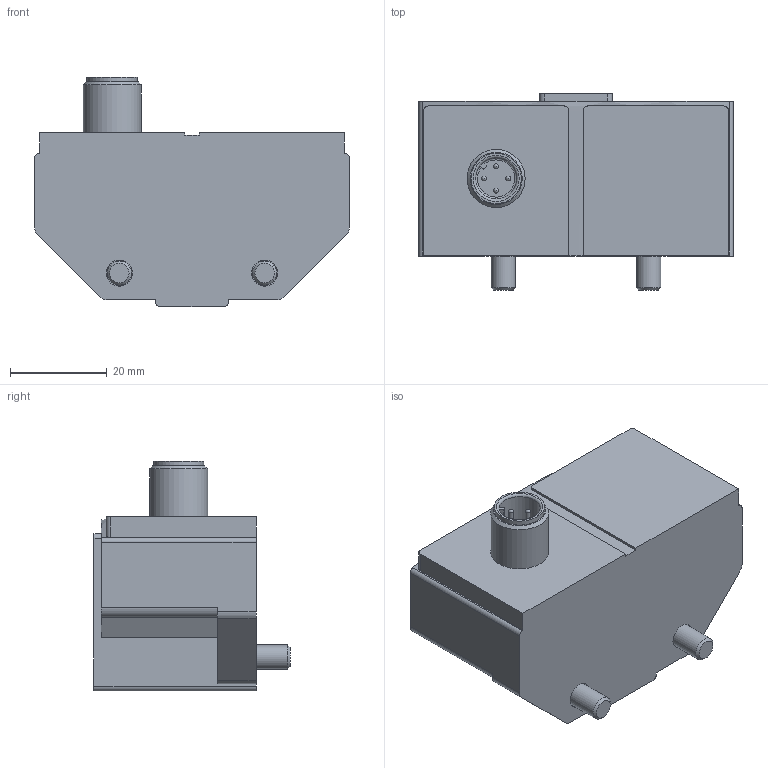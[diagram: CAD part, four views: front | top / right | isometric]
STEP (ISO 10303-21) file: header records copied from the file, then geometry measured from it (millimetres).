
FILE_DESCRIPTION(/* description */ ('STEP AP214'),/* implementation_level */ '2;1');
FILE_NAME(/* name */ '3568055_SRBG-C1-N-1-P-M12',/* time_stamp */ '2024-09-15T14:27:28+02:00',/* author */ ('License CC BY-ND 4.0'),/* organization */ ('CADENAS'),/* preprocessor_version */ 'ST-DEVELOPER v19.3',/* originating_system */ 'PARTsolutions',/* authorisation */ ' ');
FILE_SCHEMA (('AUTOMOTIVE_DESIGN {1 0 10303 214 3 1 1}'));
Length unit declared in the file: millimetre
Products named in the file (3): 3568055 SRBG-C1-N-1-P-M12; 3568055 SRBG-C1-N-1-P-M12---(part); DIN-912 - M5x10(F)
Assembly tree (3 placements, depth 2):
  3568055 SRBG-C1-N-1-P-M12
    3568055 SRBG-C1-N-1-P-M12---(part)
    DIN-912 - M5x10(F)  x2
Bounding box: 65 x 40.5 x 47.5 mm (x, y, z)
Volume: 57872.8 mm3; surface area: 12234.9 mm2
Topology: 3 solids, 3 shells, 240 faces, 596 edges, 382 vertices
Faces by surface type: plane 145, cylinder 66, cone 23, sphere 4, torus 2
Full cylindrical faces by diameter (mm): 1 x4, 5 x2, 5.4 x2, 8.5 x2, 9 x2, 10.4 x1, 12 x1
Entity records: 7580 total; most frequent: CARTESIAN_POINT 1113, DIRECTION 1076, ORIENTED_EDGE 1016, EDGE_CURVE 508, AXIS2_PLACEMENT_3D 364, LINE 348, VECTOR 348, VERTEX_POINT 343
